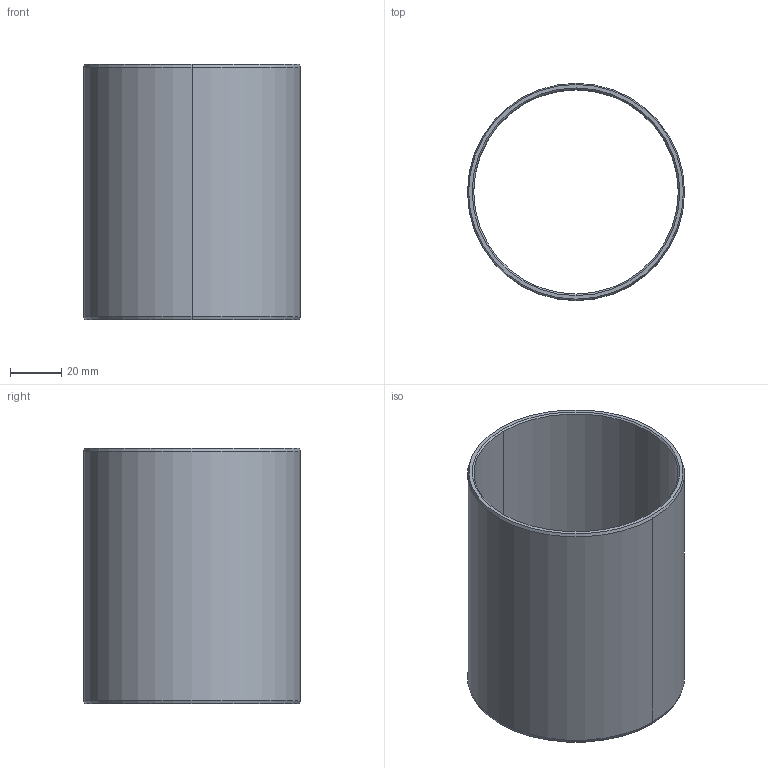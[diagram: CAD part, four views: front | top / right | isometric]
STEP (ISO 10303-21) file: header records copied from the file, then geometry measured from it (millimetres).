
FILE_DESCRIPTION((''),'2;1');
FILE_NAME('PG__F_2016_10_21','2016-07-19T',('deusss58'),(''),'PRO/ENGINEER BY PARAMETRIC TECHNOLOGY CORPORATION, 2014430','PRO/ENGINEER BY PARAMETRIC TECHNOLOGY CORPORATION, 2014430','');
FILE_SCHEMA(('CONFIG_CONTROL_DESIGN'));
Length unit declared in the file: millimetre
Products named in the file (1): PG__F_2016_10_21
Bounding box: 85 x 85 x 100 mm (x, y, z)
Volume: 63055.7 mm3; surface area: 52769.3 mm2
Topology: 1 solids, 1 shells, 14 faces, 28 edges, 16 vertices
Faces by surface type: cone 8, cylinder 4, plane 2
Entity records: 406 total; most frequent: DIRECTION 72, CARTESIAN_POINT 58, ORIENTED_EDGE 56, AXIS2_PLACEMENT_3D 30, EDGE_CURVE 28, VERTEX_POINT 16, EDGE_LOOP 16, CIRCLE 16
